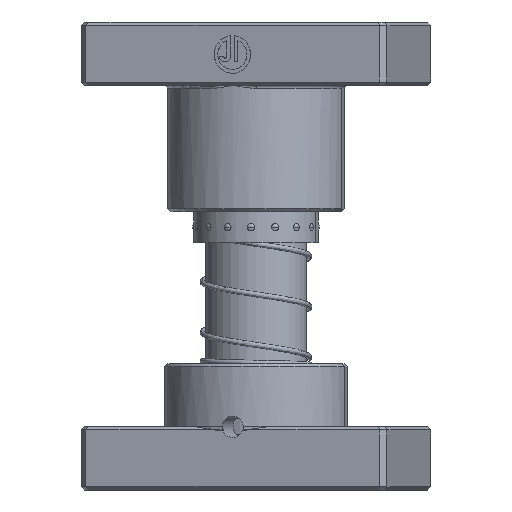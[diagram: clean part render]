
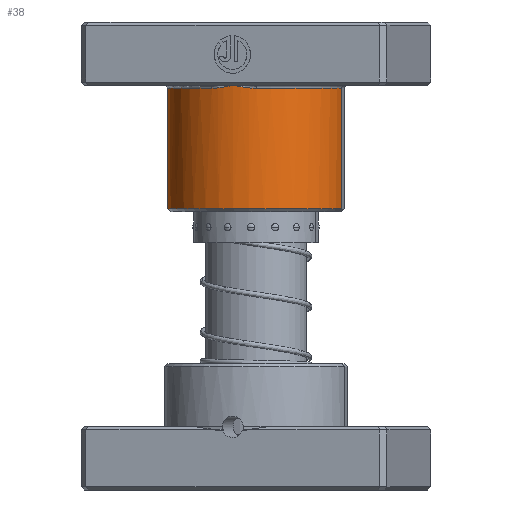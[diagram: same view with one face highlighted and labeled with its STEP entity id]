
A CAD part, front view. The second image highlights one B-rep face of the part: STEP entity #38.
In plain terms, the highlighted cylindrical face has radius 28 mm (diameter 56 mm), a partial arc.
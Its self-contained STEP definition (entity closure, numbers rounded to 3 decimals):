
#38 = ADVANCED_FACE ( 'NONE', ( #3128 ), #27131, .T. ) ;
#131 = EDGE_CURVE ( 'NONE', #26848, #8948, #1031, .T. ) ;
#1031 = CIRCLE ( 'NONE', #28961, 28. ) ;
#1163 = CARTESIAN_POINT ( 'NONE',  ( 3.054, 27.84, 20.566 ) ) ;
#1996 = ORIENTED_EDGE ( 'NONE', *, *, #8116, .T. ) ;
#2133 = CARTESIAN_POINT ( 'NONE',  ( -7.289, 27.034, 21. ) ) ;
#3067 = DIRECTION ( 'NONE',  ( 0., 0., 1. ) ) ;
#3128 = FACE_OUTER_BOUND ( 'NONE', #25203, .T. ) ;
#3502 = ORIENTED_EDGE ( 'NONE', *, *, #25040, .T. ) ;
#4496 = CARTESIAN_POINT ( 'NONE',  ( 1.529, 27.96, 20.291 ) ) ;
#4552 = EDGE_CURVE ( 'NONE', #23528, #25431, #33359, .T. ) ;
#4901 = EDGE_CURVE ( 'NONE', #25793, #23528, #6688, .T. ) ;
#6114 = ORIENTED_EDGE ( 'NONE', *, *, #131, .T. ) ;
#6304 = VERTEX_POINT ( 'NONE', #35301 ) ;
#6688 = B_SPLINE_CURVE_WITH_KNOTS ( 'NONE', 3,
 ( #33577, #36886, #17433, #40306, #20731, #1163, #24015, #4496, #27331, #7799, #30597, #11048 ),
 .UNSPECIFIED., .F., .F.,
 ( 4, 2, 2, 2, 2, 4 ),
 ( 0., 0.002, 0.004, 0.006, 0.006, 0.007 ),
 .UNSPECIFIED. ) ;
#7485 = AXIS2_PLACEMENT_3D ( 'NONE', #22603, #3067, #25905 ) ;
#7799 = CARTESIAN_POINT ( 'NONE',  ( 0.611, 27.995, 20.118 ) ) ;
#8050 = CARTESIAN_POINT ( 'NONE',  ( 0., 0., 60. ) ) ;
#8116 = EDGE_CURVE ( 'NONE', #25431, #6304, #12465, .T. ) ;
#8664 = LINE ( 'NONE', #33656, #17263 ) ;
#8948 = VERTEX_POINT ( 'NONE', #33554 ) ;
#8954 = CARTESIAN_POINT ( 'NONE',  ( 0., 0., 21. ) ) ;
#8998 = ORIENTED_EDGE ( 'NONE', *, *, #4901, .T. ) ;
#10468 = LINE ( 'NONE', #36877, #35507 ) ;
#10839 = DIRECTION ( 'NONE',  ( 0., 0., -1. ) ) ;
#11048 = CARTESIAN_POINT ( 'NONE',  ( 0., 28., 20. ) ) ;
#11876 = CARTESIAN_POINT ( 'NONE',  ( -2.448, 27.92, 20.472 ) ) ;
#12226 = DIRECTION ( 'NONE',  ( 1., 0., 0. ) ) ;
#12465 = CIRCLE ( 'NONE', #7485, 28. ) ;
#13979 = EDGE_CURVE ( 'NONE', #26848, #6304, #10468, .T. ) ;
#14553 = CARTESIAN_POINT ( 'NONE',  ( 0., 28., 20. ) ) ;
#15923 = CARTESIAN_POINT ( 'NONE',  ( 7.289, 27.034, 21. ) ) ;
#16477 = ORIENTED_EDGE ( 'NONE', *, *, #13979, .F. ) ;
#17211 = CARTESIAN_POINT ( 'NONE',  ( 0., 28., 20. ) ) ;
#17263 = VECTOR ( 'NONE', #10839, 1000. ) ;
#17433 = CARTESIAN_POINT ( 'NONE',  ( 6.081, 27.339, 20.959 ) ) ;
#17619 = EDGE_CURVE ( 'NONE', #41031, #25793, #27814, .T. ) ;
#18414 = CARTESIAN_POINT ( 'NONE',  ( -4.873, 27.58, 20.837 ) ) ;
#20731 = CARTESIAN_POINT ( 'NONE',  ( 4.268, 27.68, 20.755 ) ) ;
#21682 = CARTESIAN_POINT ( 'NONE',  ( -6.685, 27.198, 21. ) ) ;
#22603 = CARTESIAN_POINT ( 'NONE',  ( 0., 0., 21. ) ) ;
#23435 = DIRECTION ( 'NONE',  ( 0., 0., -1. ) ) ;
#23528 = VERTEX_POINT ( 'NONE', #17211 ) ;
#24015 = CARTESIAN_POINT ( 'NONE',  ( 2.446, 27.9, 20.46 ) ) ;
#24288 = DIRECTION ( 'NONE',  ( 0., 0., -1. ) ) ;
#24597 = AXIS2_PLACEMENT_3D ( 'NONE', #8050, #24717, #34978 ) ;
#24717 = DIRECTION ( 'NONE',  ( 0., 0., -1. ) ) ;
#25040 = EDGE_CURVE ( 'NONE', #8948, #41031, #8664, .T. ) ;
#25203 = EDGE_LOOP ( 'NONE', ( #6114, #3502, #39401, #8998, #37487, #1996, #16477 ) ) ;
#25431 = VERTEX_POINT ( 'NONE', #39400 ) ;
#25793 = VERTEX_POINT ( 'NONE', #15923 ) ;
#25905 = DIRECTION ( 'NONE',  ( 1., 0., 0. ) ) ;
#26239 = AXIS2_PLACEMENT_3D ( 'NONE', #8954, #31744, #12226 ) ;
#26848 = VERTEX_POINT ( 'NONE', #38275 ) ;
#27131 = CYLINDRICAL_SURFACE ( 'NONE', #24597, 28. ) ;
#27331 = CARTESIAN_POINT ( 'NONE',  ( 1.223, 27.975, 20.234 ) ) ;
#27438 = CARTESIAN_POINT ( 'NONE',  ( 0., 0., 59. ) ) ;
#27565 = CARTESIAN_POINT ( 'NONE',  ( 28., 0., 21. ) ) ;
#27814 = CIRCLE ( 'NONE', #26239, 28. ) ;
#28961 = AXIS2_PLACEMENT_3D ( 'NONE', #27438, #24288, #37577 ) ;
#30597 = CARTESIAN_POINT ( 'NONE',  ( 0.304, 28., 20.058 ) ) ;
#31744 = DIRECTION ( 'NONE',  ( 0., 0., 1. ) ) ;
#33359 = B_SPLINE_CURVE_WITH_KNOTS ( 'NONE', 3,
 ( #14553, #34680, #11876, #37995, #18414, #41246, #21682, #2133 ),
 .UNSPECIFIED., .F., .F.,
 ( 4, 2, 2, 4 ),
 ( 0., 0.004, 0.006, 0.007 ),
 .UNSPECIFIED. ) ;
#33554 = CARTESIAN_POINT ( 'NONE',  ( 28., 0., 59. ) ) ;
#33577 = CARTESIAN_POINT ( 'NONE',  ( 7.289, 27.034, 21. ) ) ;
#33656 = CARTESIAN_POINT ( 'NONE',  ( 28., 0., 60. ) ) ;
#34680 = CARTESIAN_POINT ( 'NONE',  ( -1.223, 28., 20.235 ) ) ;
#34978 = DIRECTION ( 'NONE',  ( -1., 0., 0. ) ) ;
#35301 = CARTESIAN_POINT ( 'NONE',  ( -28., 0., 21. ) ) ;
#35507 = VECTOR ( 'NONE', #23435, 1000. ) ;
#36877 = CARTESIAN_POINT ( 'NONE',  ( -28., 0., 60. ) ) ;
#36886 = CARTESIAN_POINT ( 'NONE',  ( 6.685, 27.198, 21. ) ) ;
#37487 = ORIENTED_EDGE ( 'NONE', *, *, #4552, .T. ) ;
#37577 = DIRECTION ( 'NONE',  ( 1., 0., 0. ) ) ;
#37995 = CARTESIAN_POINT ( 'NONE',  ( -4.268, 27.68, 20.755 ) ) ;
#38275 = CARTESIAN_POINT ( 'NONE',  ( -28., 0., 59. ) ) ;
#39400 = CARTESIAN_POINT ( 'NONE',  ( -7.289, 27.034, 21. ) ) ;
#39401 = ORIENTED_EDGE ( 'NONE', *, *, #17619, .T. ) ;
#40306 = CARTESIAN_POINT ( 'NONE',  ( 4.873, 27.58, 20.837 ) ) ;
#41031 = VERTEX_POINT ( 'NONE', #27565 ) ;
#41246 = CARTESIAN_POINT ( 'NONE',  ( -6.081, 27.339, 20.959 ) ) ;
